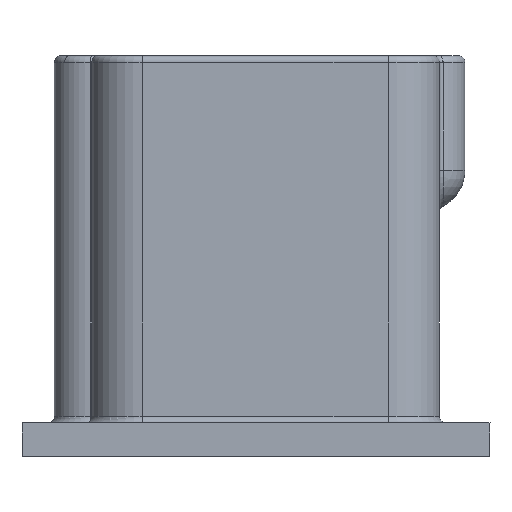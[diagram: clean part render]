
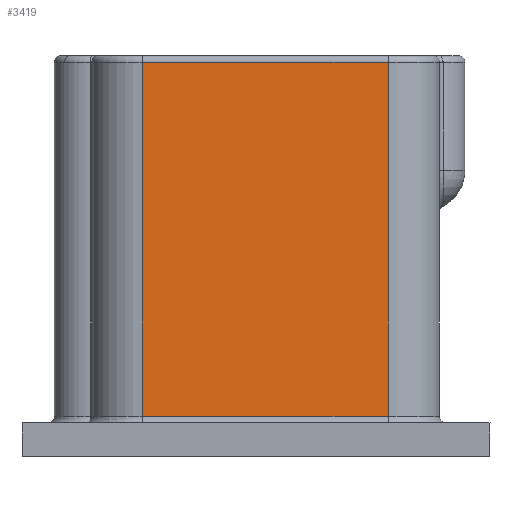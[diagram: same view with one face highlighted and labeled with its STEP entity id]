
A CAD part, front view. The second image highlights one B-rep face of the part: STEP entity #3419.
In plain terms, the highlighted planar face has unit normal (0, -1, 0).
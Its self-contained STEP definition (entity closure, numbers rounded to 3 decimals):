
#3392=AXIS2_PLACEMENT_3D('Plane Axis2P3D',#3389,#3390,#3391) ;
#3336=CARTESIAN_POINT('Vertex',(5.525,-10.25,16.2)) ;
#3339=CARTESIAN_POINT('Line Origine',(5.525,-10.25,3.95)) ;
#3343=CARTESIAN_POINT('Vertex',(5.525,-10.25,0.3)) ;
#3389=CARTESIAN_POINT('Axis2P3D Location',(-12.405,-10.25,18.)) ;
#3394=CARTESIAN_POINT('Line Origine',(0.,-10.25,0.3)) ;
#3398=CARTESIAN_POINT('Vertex',(-5.525,-10.25,0.3)) ;
#3401=CARTESIAN_POINT('Line Origine',(0.,-10.25,16.2)) ;
#3405=CARTESIAN_POINT('Vertex',(-5.525,-10.25,16.2)) ;
#3408=CARTESIAN_POINT('Line Origine',(-5.525,-10.25,8.25)) ;
#3340=DIRECTION('Vector Direction',(0.,0.,-1.)) ;
#3390=DIRECTION('Axis2P3D Direction',(-0.,1.,0.)) ;
#3391=DIRECTION('Axis2P3D XDirection',(1.,0.,0.)) ;
#3395=DIRECTION('Vector Direction',(-1.,0.,0.)) ;
#3402=DIRECTION('Vector Direction',(1.,0.,0.)) ;
#3409=DIRECTION('Vector Direction',(0.,0.,1.)) ;
#3341=VECTOR('Line Direction',#3340,1.) ;
#3396=VECTOR('Line Direction',#3395,1.) ;
#3403=VECTOR('Line Direction',#3402,1.) ;
#3410=VECTOR('Line Direction',#3409,1.) ;
#3414=ORIENTED_EDGE('',*,*,#3400,.T.) ;
#3415=ORIENTED_EDGE('',*,*,#3345,.T.) ;
#3416=ORIENTED_EDGE('',*,*,#3407,.F.) ;
#3417=ORIENTED_EDGE('',*,*,#3412,.F.) ;
#3419=ADVANCED_FACE('NOMINAL KEY B',(#3418),#3393,.F.) ;
#3345=EDGE_CURVE('',#3344,#3337,#3342,.F.) ;
#3400=EDGE_CURVE('',#3399,#3344,#3397,.F.) ;
#3407=EDGE_CURVE('',#3406,#3337,#3404,.T.) ;
#3412=EDGE_CURVE('',#3399,#3406,#3411,.T.) ;
#3413=EDGE_LOOP('',(#3414,#3415,#3416,#3417)) ;
#3418=FACE_OUTER_BOUND('',#3413,.T.) ;
#3342=LINE('Line',#3339,#3341) ;
#3397=LINE('Line',#3394,#3396) ;
#3404=LINE('Line',#3401,#3403) ;
#3411=LINE('Line',#3408,#3410) ;
#3393=PLANE('',#3392) ;
#3337=VERTEX_POINT('',#3336) ;
#3344=VERTEX_POINT('',#3343) ;
#3399=VERTEX_POINT('',#3398) ;
#3406=VERTEX_POINT('',#3405) ;
